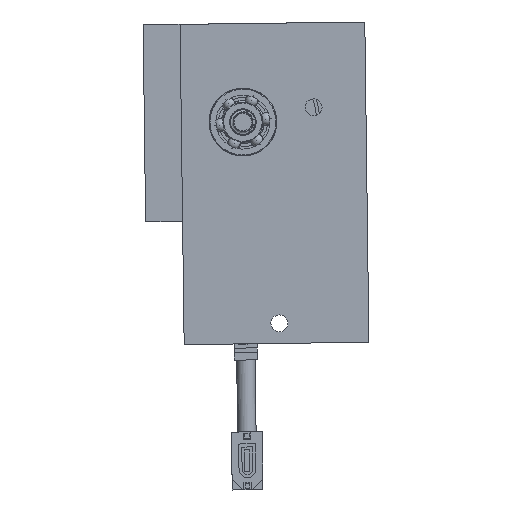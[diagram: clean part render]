
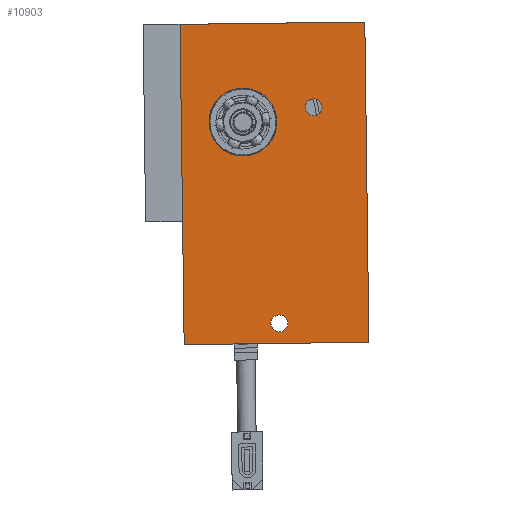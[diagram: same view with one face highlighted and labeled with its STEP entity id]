
A CAD part, left-side view. The second image highlights one B-rep face of the part: STEP entity #10903.
In plain terms, the highlighted face is planar.
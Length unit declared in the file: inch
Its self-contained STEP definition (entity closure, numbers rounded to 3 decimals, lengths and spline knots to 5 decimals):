
#583=VECTOR('',#12721,1.);
#608=VECTOR('',#12835,1.);
#610=VECTOR('',#12838,1.);
#611=VECTOR('',#12868,1.);
#1492=LINE('',#28999,#583);
#1517=LINE('',#29161,#608);
#1519=LINE('',#29165,#610);
#1520=LINE('',#29189,#611);
#2913=VERTEX_POINT('',#28998);
#2914=VERTEX_POINT('',#29000);
#2955=VERTEX_POINT('',#29160);
#2956=VERTEX_POINT('',#29162);
#2962=VERTEX_POINT('',#29187);
#2963=VERTEX_POINT('',#29192);
#2964=VERTEX_POINT('',#29195);
#4014=CIRCLE('',#11637,1.1);
#4015=CIRCLE('',#11640,0.275);
#4016=CIRCLE('',#11642,0.275);
#4449=EDGE_CURVE('',#2914,#2913,#1492,.T.);
#4501=EDGE_CURVE('',#2956,#2955,#1517,.T.);
#4503=EDGE_CURVE('',#2955,#2914,#1519,.T.);
#4511=EDGE_CURVE('',#2962,#2962,#4014,.T.);
#4512=EDGE_CURVE('',#2913,#2956,#1520,.T.);
#4513=EDGE_CURVE('',#2963,#2963,#4015,.T.);
#4514=EDGE_CURVE('',#2964,#2964,#4016,.T.);
#6328=ORIENTED_EDGE('',*,*,#4512,.T.);
#6329=ORIENTED_EDGE('',*,*,#4501,.T.);
#6330=ORIENTED_EDGE('',*,*,#4503,.T.);
#6331=ORIENTED_EDGE('',*,*,#4449,.T.);
#6332=ORIENTED_EDGE('',*,*,#4511,.T.);
#6333=ORIENTED_EDGE('',*,*,#4514,.F.);
#6334=ORIENTED_EDGE('',*,*,#4513,.F.);
#9394=EDGE_LOOP('',(#6328,#6329,#6330,#6331));
#9395=EDGE_LOOP('',(#6332));
#9396=EDGE_LOOP('',(#6333));
#9397=EDGE_LOOP('',(#6334));
#10189=FACE_BOUND('',#9394,.T.);
#10190=FACE_BOUND('',#9395,.T.);
#10191=FACE_BOUND('',#9396,.T.);
#10192=FACE_BOUND('',#9397,.T.);
#10903=ADVANCED_FACE('',(#10189,#10190,#10191,#10192),#40543,.T.);
#11637=AXIS2_PLACEMENT_3D('',#29186,#12865,#12866);
#11640=AXIS2_PLACEMENT_3D('',#29191,#12871,#12872);
#11642=AXIS2_PLACEMENT_3D('',#29194,#12875,#12876);
#11643=AXIS2_PLACEMENT_3D('',#29196,#12877,$);
#12721=DIRECTION('',(0.,1.,0.));
#12835=DIRECTION('',(0.,-1.,0.));
#12838=DIRECTION('',(1.,0.,0.));
#12865=DIRECTION('',(0.,0.,-1.));
#12866=DIRECTION('',(0.,-1.1,0.));
#12868=DIRECTION('',(-1.,0.,0.));
#12871=DIRECTION('',(0.,0.,1.));
#12872=DIRECTION('',(0.275,0.,0.));
#12875=DIRECTION('',(0.,0.,1.));
#12876=DIRECTION('',(0.275,0.,0.));
#12877=DIRECTION('',(0.,0.,1.));
#28998=CARTESIAN_POINT('',(3.2,2.,0.));
#28999=CARTESIAN_POINT('',(3.2,-4.,0.));
#29000=CARTESIAN_POINT('',(3.2,-4.,0.));
#29160=CARTESIAN_POINT('',(-7.2,-4.,0.));
#29161=CARTESIAN_POINT('',(-7.2,2.,0.));
#29162=CARTESIAN_POINT('',(-7.2,2.,0.));
#29165=CARTESIAN_POINT('',(-7.2,-4.,0.));
#29186=CARTESIAN_POINT('',(0.,0.,0.));
#29187=CARTESIAN_POINT('',(0.,1.1,0.));
#29189=CARTESIAN_POINT('',(4.93277,2.,0.));
#29191=CARTESIAN_POINT('',(0.45,-2.3,0.));
#29192=CARTESIAN_POINT('',(0.725,-2.3,0.));
#29194=CARTESIAN_POINT('',(-6.55,-1.1,0.));
#29195=CARTESIAN_POINT('',(-6.275,-1.1,0.));
#29196=CARTESIAN_POINT('',(-1.86364,-0.53636,0.));
#40543=PLANE('',#11643);
